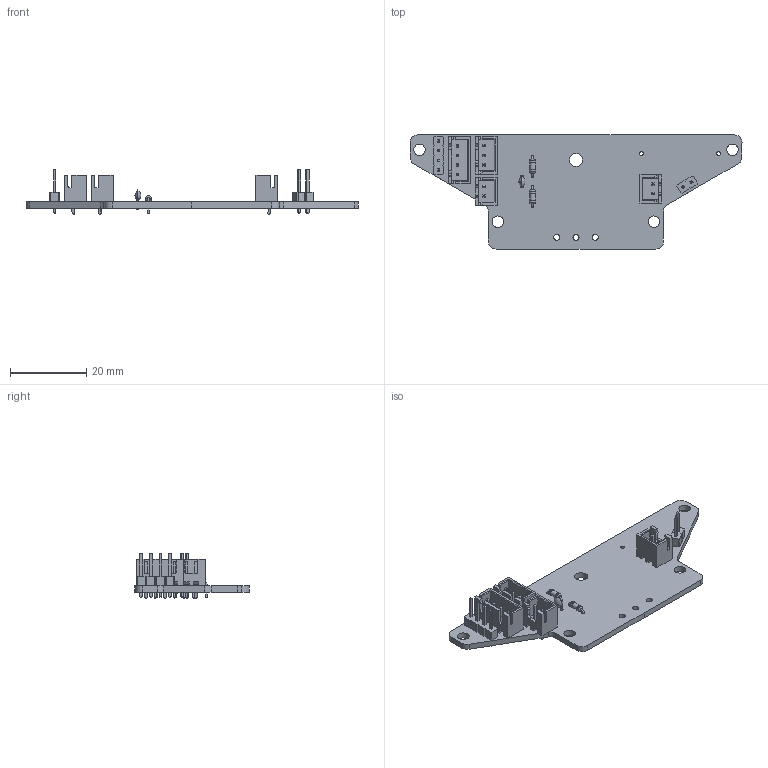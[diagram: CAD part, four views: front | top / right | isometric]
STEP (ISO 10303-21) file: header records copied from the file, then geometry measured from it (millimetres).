
FILE_DESCRIPTION(('KiCad electronic assembly'),'2;1');
FILE_NAME('kikker_board.step','2022-10-14T23:40:32',('Pcbnew'),('Kicad') ,'Open CASCADE STEP processor 7.6','KiCad to STEP converter','Unknown' );
FILE_SCHEMA(('AUTOMOTIVE_DESIGN { 1 0 10303 214 1 1 1 1 }'));
Length unit declared in the file: millimetre
Products named in the file (16): kikker_board 1; C_Disc_D3.0mm_W1.6mm_P2.50mm; SOLID; R_Axial_DIN0204_L3.6mm_D1.6mm_P5.08mm_Horizontal; JST_XH_B2B-XH-A_1x02_P2.50mm_Vertical; PinHeader_1x02_P2.54mm_Vertical; PinHeader_1x04_P2.54mm_Vertical; JST_XH_B4B-XH-A_1x04_P2.50mm_Vertical; JST_XH_B3B-XH-A_1x03_P2.50mm_Vertical; kikker_board PCB
Assembly tree (17 placements, depth 3):
  kikker_board 1
    C_Disc_D3.0mm_W1.6mm_P2.50mm
      SOLID
    R_Axial_DIN0204_L3.6mm_D1.6mm_P5.08mm_Horizontal  x2
      SOLID
    JST_XH_B2B-XH-A_1x02_P2.50mm_Vertical  x2
      SOLID
    PinHeader_1x02_P2.54mm_Vertical
      SOLID
    PinHeader_1x04_P2.54mm_Vertical
      SOLID
    JST_XH_B4B-XH-A_1x04_P2.50mm_Vertical
      SOLID
    JST_XH_B3B-XH-A_1x03_P2.50mm_Vertical
      SOLID
    kikker_board PCB
Bounding box: 87.25 x 30 x 11.94 mm (x, y, z)
Volume: 3864.2 mm3; surface area: 6618.3 mm2
Topology: 10 solids, 10 shells, 686 faces, 1753 edges, 1127 vertices
Faces by surface type: bspline 630, cylinder 41, plane 15
Full cylindrical faces by diameter (mm): 0.7 x4, 0.8 x2, 0.95 x7, 1 x12, 1.6 x3, 3 x4, 3.4 x1
Entity records: 38005 total; most frequent: CARTESIAN_POINT 13024, B_SPLINE_CURVE_WITH_KNOTS 3892, ORIENTED_EDGE 2978, PCURVE 2978, DEFINITIONAL_REPRESENTATION 2978, EDGE_CURVE 1489, SURFACE_CURVE 1441, VERTEX_POINT 957
